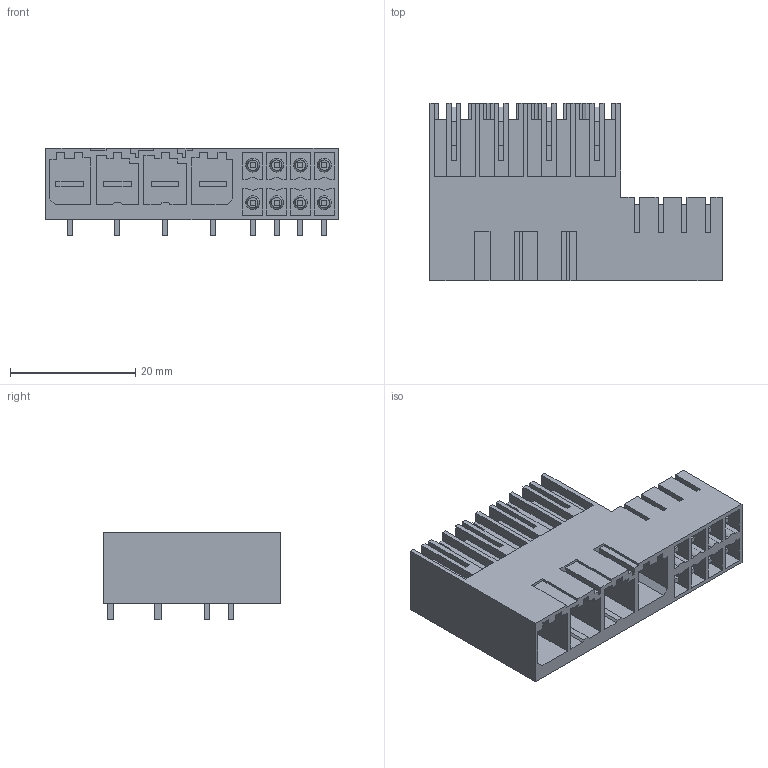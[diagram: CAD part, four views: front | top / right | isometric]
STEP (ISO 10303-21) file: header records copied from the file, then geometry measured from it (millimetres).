
FILE_DESCRIPTION(('CATIA V5 STEP','CAx-IF Rec.Pracs.--- Model Styling and Organization---1.4--- 2014-01-23'),'2;1');
FILE_NAME ('217324-1_1', '2023-09-25T08:20:59+00:00', ('none'), ('Weidmueller'), 'CATIA Version 5-6 Release 2016 SP3 HF44', 'CATIA V5 STEP AP214', 'none');
FILE_SCHEMA(('AUTOMOTIVE_DESIGN { 1 0 10303 214 1 1 1 1 }'));
Length unit declared in the file: millimetre
Products named in the file (1): 2529100000
Bounding box: 46.69 x 28.3 x 14 mm (x, y, z)
Volume: 6113.1 mm3; surface area: 10598.3 mm2
Topology: 13 solids, 13 shells, 766 faces, 2302 edges, 1571 vertices
Faces by surface type: plane 730, cylinder 20, cone 16
Entity records: 23846 total; most frequent: ORIENTED_EDGE 4604, CARTESIAN_POINT 4417, DIRECTION 3104, EDGE_CURVE 2302, VECTOR 2220, LINE 2220, VERTEX_POINT 1571, EDGE_LOOP 799
